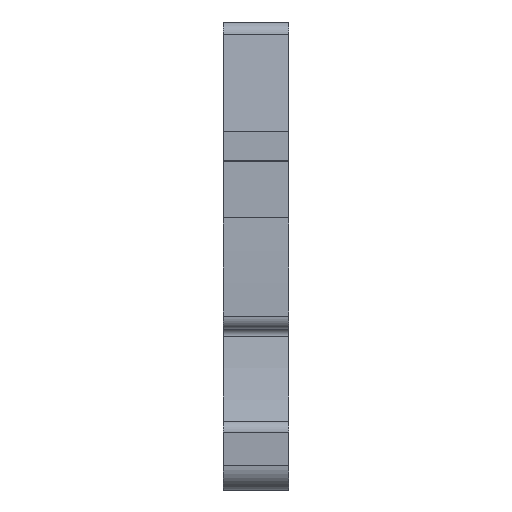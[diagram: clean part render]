
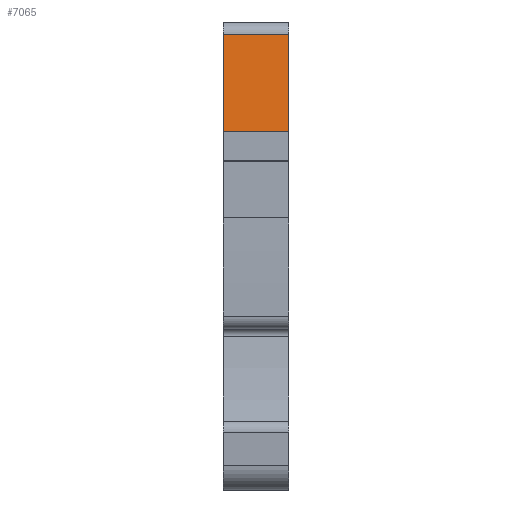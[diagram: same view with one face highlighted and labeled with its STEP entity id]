
A CAD part, front view. The second image highlights one B-rep face of the part: STEP entity #7065.
In plain terms, the highlighted planar face has unit normal (0, -0.996, 0.087).
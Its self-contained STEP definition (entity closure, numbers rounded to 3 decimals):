
#7052=AXIS2_PLACEMENT_3D('Plane Axis2P3D',#7049,#7050,#7051) ;
#1010=CARTESIAN_POINT('Vertex',(5.1,2.596,35.237)) ;
#1013=CARTESIAN_POINT('Line Origine',(5.1,2.266,31.469)) ;
#1017=CARTESIAN_POINT('Vertex',(5.1,1.936,27.7)) ;
#3293=CARTESIAN_POINT('Vertex',(0.,2.596,35.237)) ;
#3298=CARTESIAN_POINT('Line Origine',(2.55,2.596,35.237)) ;
#4012=CARTESIAN_POINT('Vertex',(0.,1.936,27.7)) ;
#4015=CARTESIAN_POINT('Line Origine',(0.,2.266,31.469)) ;
#7049=CARTESIAN_POINT('Axis2P3D Location',(2.8,1.936,27.7)) ;
#7054=CARTESIAN_POINT('Line Origine',(2.55,1.936,27.7)) ;
#1014=DIRECTION('Vector Direction',(0.,0.087,0.996)) ;
#3299=DIRECTION('Vector Direction',(1.,0.,0.)) ;
#4016=DIRECTION('Vector Direction',(0.,0.087,0.996)) ;
#7050=DIRECTION('Axis2P3D Direction',(0.,-0.996,0.087)) ;
#7051=DIRECTION('Axis2P3D XDirection',(0.,0.087,0.996)) ;
#7055=DIRECTION('Vector Direction',(-1.,0.,0.)) ;
#1015=VECTOR('Line Direction',#1014,1.) ;
#3300=VECTOR('Line Direction',#3299,1.) ;
#4017=VECTOR('Line Direction',#4016,1.) ;
#7056=VECTOR('Line Direction',#7055,1.) ;
#7060=ORIENTED_EDGE('',*,*,#7058,.F.) ;
#7061=ORIENTED_EDGE('',*,*,#1019,.T.) ;
#7062=ORIENTED_EDGE('',*,*,#3302,.T.) ;
#7063=ORIENTED_EDGE('',*,*,#4019,.F.) ;
#7065=ADVANCED_FACE('MLD',(#7064),#7053,.T.) ;
#1019=EDGE_CURVE('',#1018,#1011,#1016,.T.) ;
#3302=EDGE_CURVE('',#1011,#3294,#3301,.F.) ;
#4019=EDGE_CURVE('',#4013,#3294,#4018,.T.) ;
#7058=EDGE_CURVE('',#1018,#4013,#7057,.T.) ;
#7059=EDGE_LOOP('',(#7060,#7061,#7062,#7063)) ;
#7064=FACE_OUTER_BOUND('',#7059,.T.) ;
#1016=LINE('Line',#1013,#1015) ;
#3301=LINE('Line',#3298,#3300) ;
#4018=LINE('Line',#4015,#4017) ;
#7057=LINE('Line',#7054,#7056) ;
#7053=PLANE('',#7052) ;
#1011=VERTEX_POINT('',#1010) ;
#1018=VERTEX_POINT('',#1017) ;
#3294=VERTEX_POINT('',#3293) ;
#4013=VERTEX_POINT('',#4012) ;
